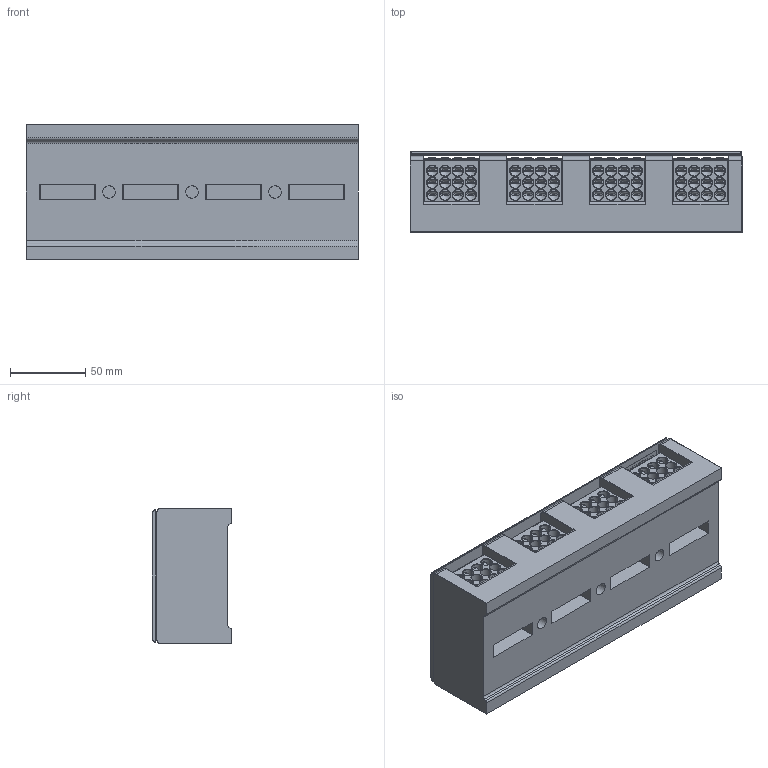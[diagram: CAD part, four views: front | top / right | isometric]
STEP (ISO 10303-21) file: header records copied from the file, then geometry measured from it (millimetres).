
FILE_DESCRIPTION((''),'2;1');
FILE_NAME('5YB574858','2023-07-29T',('Administrator'),(''),'PRO/ENGINEER BY PARAMETRIC TECHNOLOGY CORPORATION, 2013230','PRO/ENGINEER BY PARAMETRIC TECHNOLOGY CORPORATION, 2013230','');
FILE_SCHEMA(('CONFIG_CONTROL_DESIGN'));
Products named in the file (1): 5YB574858
Bounding box: 220 x 53 x 90 mm (x, y, z)
Volume: 679076.2 mm3; surface area: 197635.2 mm2
Topology: 1 solids, 37 shells, 3427 faces, 9197 edges, 5758 vertices
Faces by surface type: plane 2105, cylinder 754, cone 396, sphere 112, torus 44, bspline 16
Entity records: 130381 total; most frequent: CARTESIAN_POINT 24587, ORIENTED_EDGE 17898, DIRECTION 17013, EDGE_CURVE 8949, VECTOR 6055, LINE 6055, VERTEX_POINT 5758, AXIS2_PLACEMENT_3D 5479
